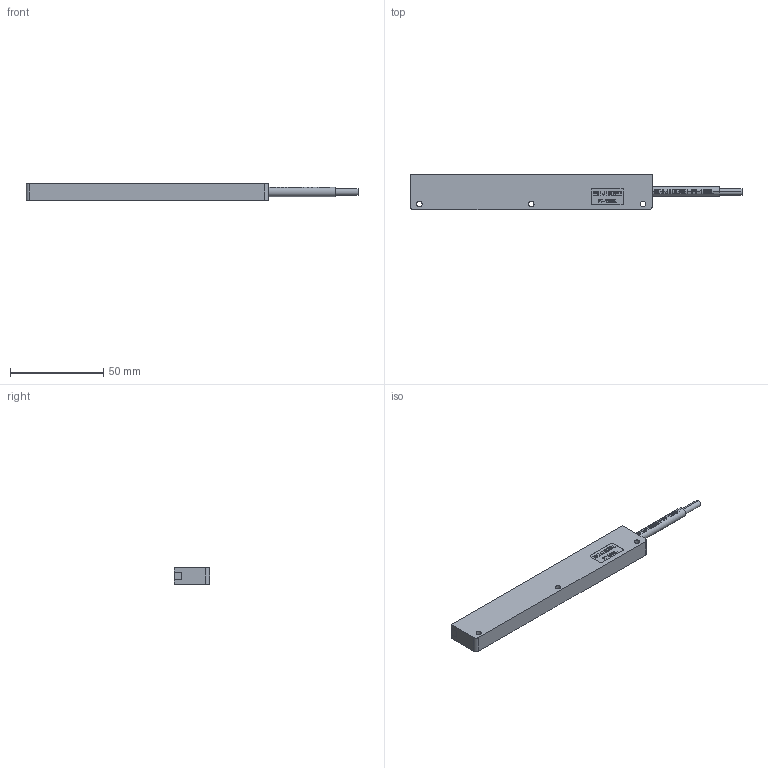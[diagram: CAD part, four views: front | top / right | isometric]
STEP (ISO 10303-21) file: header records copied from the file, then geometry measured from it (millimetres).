
FILE_DESCRIPTION (( 'STEP AP214' ), '1' );
FILE_NAME ('PT-120ML.STEP', '2015-09-24T08:51:12', ( '' ), ( '' ), 'SwSTEP 2.0', 'SolidWorks 2013', '' );
FILE_SCHEMA (( 'AUTOMOTIVE_DESIGN' ));
Length unit declared in the file: millimetre
Products named in the file (1): PT-120ML
Bounding box: 178.01 x 19 x 9 mm (x, y, z)
Volume: 22688.3 mm3; surface area: 9444.7 mm2
Topology: 1 solids, 1 shells, 774 faces, 1860 edges, 1240 vertices
Faces by surface type: plane 450, cylinder 282, bspline 42
Entity records: 34453 total; most frequent: CARTESIAN_POINT 7695, DIRECTION 3834, ORIENTED_EDGE 3720, EDGE_CURVE 1860, AXIS2_PLACEMENT_3D 1362, VERTEX_POINT 1240, LINE 1110, VECTOR 1110
